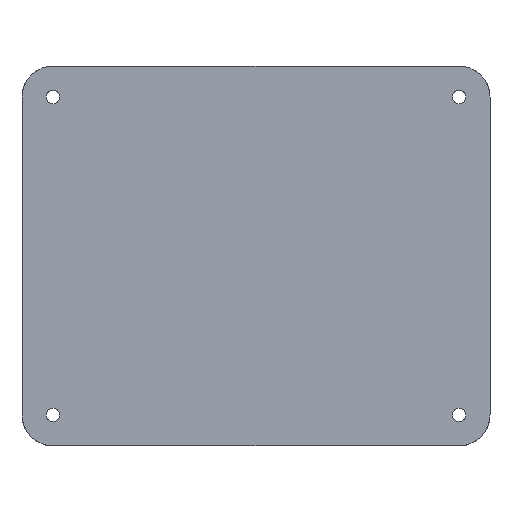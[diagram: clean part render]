
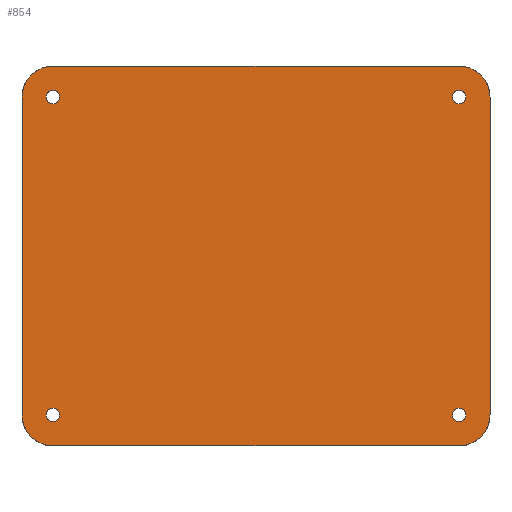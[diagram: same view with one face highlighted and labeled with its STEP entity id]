
A CAD part, top view. The second image highlights one B-rep face of the part: STEP entity #854.
In plain terms, the highlighted planar face has unit normal (0, 0, 1).
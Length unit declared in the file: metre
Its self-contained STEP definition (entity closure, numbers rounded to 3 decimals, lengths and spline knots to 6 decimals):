
#95=LINE('',#1346,#115);
#99=LINE('',#1380,#119);
#103=LINE('',#1414,#123);
#107=LINE('',#1448,#127);
#115=VECTOR('',#1086,1.);
#119=VECTOR('',#1098,1.);
#123=VECTOR('',#1110,1.);
#127=VECTOR('',#1122,1.);
#206=ORIENTED_EDGE('',*,*,#395,.F.);
#207=ORIENTED_EDGE('',*,*,#400,.F.);
#208=ORIENTED_EDGE('',*,*,#405,.F.);
#209=ORIENTED_EDGE('',*,*,#410,.F.);
#210=ORIENTED_EDGE('',*,*,#415,.F.);
#211=ORIENTED_EDGE('',*,*,#420,.F.);
#212=ORIENTED_EDGE('',*,*,#425,.F.);
#213=ORIENTED_EDGE('',*,*,#432,.F.);
#214=ORIENTED_EDGE('',*,*,#428,.F.);
#215=ORIENTED_EDGE('',*,*,#427,.F.);
#216=ORIENTED_EDGE('',*,*,#426,.F.);
#217=ORIENTED_EDGE('',*,*,#433,.F.);
#395=EDGE_CURVE('',#515,#510,#95,.T.);
#400=EDGE_CURVE('',#519,#515,#587,.T.);
#405=EDGE_CURVE('',#523,#519,#99,.T.);
#410=EDGE_CURVE('',#527,#523,#589,.T.);
#415=EDGE_CURVE('',#531,#527,#103,.T.);
#420=EDGE_CURVE('',#535,#531,#591,.T.);
#425=EDGE_CURVE('',#539,#535,#107,.T.);
#426=EDGE_CURVE('',#540,#540,#592,.T.);
#427=EDGE_CURVE('',#541,#541,#593,.T.);
#428=EDGE_CURVE('',#542,#542,#594,.T.);
#432=EDGE_CURVE('',#510,#539,#596,.T.);
#433=EDGE_CURVE('',#545,#545,#597,.T.);
#510=VERTEX_POINT('',#1328);
#515=VERTEX_POINT('',#1345);
#519=VERTEX_POINT('',#1361);
#523=VERTEX_POINT('',#1379);
#527=VERTEX_POINT('',#1395);
#531=VERTEX_POINT('',#1413);
#535=VERTEX_POINT('',#1429);
#539=VERTEX_POINT('',#1447);
#540=VERTEX_POINT('',#1451);
#541=VERTEX_POINT('',#1454);
#542=VERTEX_POINT('',#1457);
#545=VERTEX_POINT('',#1473);
#587=CIRCLE('',#938,0.007);
#589=CIRCLE('',#942,0.007);
#591=CIRCLE('',#946,0.007);
#592=CIRCLE('',#949,0.0015);
#593=CIRCLE('',#951,0.0015);
#594=CIRCLE('',#953,0.0015);
#596=CIRCLE('',#956,0.007);
#597=CIRCLE('',#958,0.0015);
#664=EDGE_LOOP('',(#206,#207,#208,#209,#210,#211,#212,#213));
#665=EDGE_LOOP('',(#214));
#666=EDGE_LOOP('',(#215));
#667=EDGE_LOOP('',(#216));
#668=EDGE_LOOP('',(#217));
#754=FACE_BOUND('',#664,.T.);
#755=FACE_BOUND('',#665,.T.);
#756=FACE_BOUND('',#666,.T.);
#757=FACE_BOUND('',#667,.T.);
#758=FACE_BOUND('',#668,.T.);
#828=PLANE('',#959);
#854=ADVANCED_FACE('',(#754,#755,#756,#757,#758),#828,.T.);
#938=AXIS2_PLACEMENT_3D('',#1362,#1092,#1093);
#942=AXIS2_PLACEMENT_3D('',#1396,#1104,#1105);
#946=AXIS2_PLACEMENT_3D('',#1430,#1116,#1117);
#949=AXIS2_PLACEMENT_3D('',#1450,#1125,#1126);
#951=AXIS2_PLACEMENT_3D('',#1453,#1129,#1130);
#953=AXIS2_PLACEMENT_3D('',#1456,#1133,#1134);
#956=AXIS2_PLACEMENT_3D('',#1470,#1139,#1140);
#958=AXIS2_PLACEMENT_3D('',#1472,#1143,#1144);
#959=AXIS2_PLACEMENT_3D('',#1474,#1145,#1146);
#1086=DIRECTION('',(0.,1.,0.));
#1092=DIRECTION('',(0.,0.,-1.));
#1093=DIRECTION('',(1.,0.,0.));
#1098=DIRECTION('',(-1.,0.,0.));
#1104=DIRECTION('',(0.,0.,-1.));
#1105=DIRECTION('',(1.,0.,0.));
#1110=DIRECTION('',(0.,-1.,0.));
#1116=DIRECTION('',(0.,0.,-1.));
#1117=DIRECTION('',(1.,0.,0.));
#1122=DIRECTION('',(1.,0.,0.));
#1125=DIRECTION('',(0.,0.,1.));
#1126=DIRECTION('',(1.,0.,0.));
#1129=DIRECTION('',(0.,0.,1.));
#1130=DIRECTION('',(1.,0.,0.));
#1133=DIRECTION('',(0.,0.,1.));
#1134=DIRECTION('',(1.,0.,0.));
#1139=DIRECTION('',(0.,0.,-1.));
#1140=DIRECTION('',(1.,0.,0.));
#1143=DIRECTION('',(0.,0.,1.));
#1144=DIRECTION('',(1.,0.,0.));
#1145=DIRECTION('',(0.,0.,1.));
#1146=DIRECTION('',(1.,0.,0.));
#1328=CARTESIAN_POINT('',(-0.007,0.072,0.011));
#1345=CARTESIAN_POINT('',(-0.007,0.,0.011));
#1346=CARTESIAN_POINT('',(-0.007,0.036,0.011));
#1361=CARTESIAN_POINT('',(0.,-0.007,0.011));
#1362=CARTESIAN_POINT('',(0.,0.,0.011));
#1379=CARTESIAN_POINT('',(0.092,-0.007,0.011));
#1380=CARTESIAN_POINT('',(0.046,-0.007,0.011));
#1395=CARTESIAN_POINT('',(0.099,0.,0.011));
#1396=CARTESIAN_POINT('',(0.092,0.,0.011));
#1413=CARTESIAN_POINT('',(0.099,0.072,0.011));
#1414=CARTESIAN_POINT('',(0.099,0.036,0.011));
#1429=CARTESIAN_POINT('',(0.092,0.079,0.011));
#1430=CARTESIAN_POINT('',(0.092,0.072,0.011));
#1447=CARTESIAN_POINT('',(0.,0.079,0.011));
#1448=CARTESIAN_POINT('',(0.046,0.079,0.011));
#1450=CARTESIAN_POINT('',(0.092,0.,0.011));
#1451=CARTESIAN_POINT('',(0.0935,0.,0.011));
#1453=CARTESIAN_POINT('',(0.,0.,0.011));
#1454=CARTESIAN_POINT('',(0.0015,0.,0.011));
#1456=CARTESIAN_POINT('',(0.092,0.072,0.011));
#1457=CARTESIAN_POINT('',(0.0935,0.072,0.011));
#1470=CARTESIAN_POINT('',(0.,0.072,0.011));
#1472=CARTESIAN_POINT('',(0.,0.072,0.011));
#1473=CARTESIAN_POINT('',(0.0015,0.072,0.011));
#1474=CARTESIAN_POINT('',(0.046,0.036,0.011));
